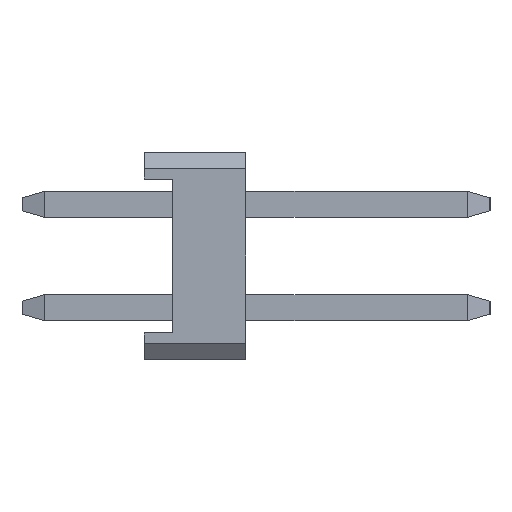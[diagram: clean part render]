
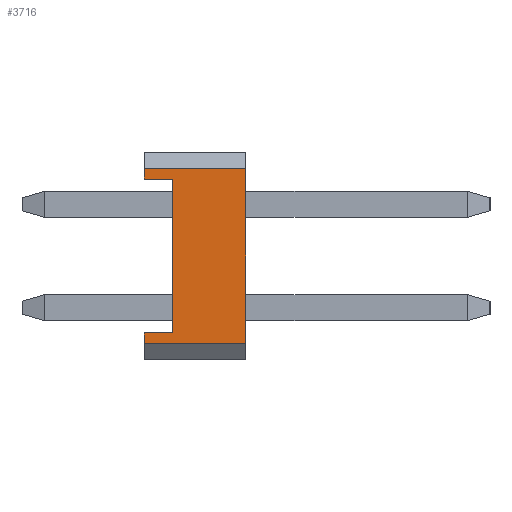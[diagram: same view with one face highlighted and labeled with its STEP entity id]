
A CAD part, left-side view. The second image highlights one B-rep face of the part: STEP entity #3716.
In plain terms, the highlighted planar face has unit normal (-1, 0, 0).
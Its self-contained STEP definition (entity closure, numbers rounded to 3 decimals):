
#2500=EDGE_CURVE('',#4616,#2924,#7093,.T.);
#2812=EDGE_CURVE('',#5396,#4794,#7438,.T.);
#2924=VERTEX_POINT('',#7566);
#3040=EDGE_CURVE('',#2924,#5840,#7697,.T.);
#3126=EDGE_CURVE('',#6402,#4988,#7794,.T.);
#3716=ADVANCED_FACE('',(#8436),#8437,.T.);
#4616=VERTEX_POINT('',#9419);
#4794=VERTEX_POINT('',#9611);
#4988=VERTEX_POINT('',#9828);
#5396=VERTEX_POINT('',#10306);
#5596=EDGE_CURVE('',#6402,#4794,#10527,.T.);
#5742=EDGE_CURVE('',#5840,#6596,#10688,.T.);
#5840=VERTEX_POINT('',#10798);
#6374=EDGE_CURVE('',#6596,#5396,#11386,.T.);
#6402=VERTEX_POINT('',#11417);
#6596=VERTEX_POINT('',#11650);
#6722=EDGE_CURVE('',#4988,#4616,#11791,.T.);
#7093=LINE('',#12267,#12268);
#7438=LINE('',#12768,#12769);
#7566=CARTESIAN_POINT('',(-12.7,-0.7,-1.89));
#7697=LINE('',#13119,#13120);
#7794=LINE('',#13266,#13267);
#8436=FACE_OUTER_BOUND('',#14211,.T.);
#8437=PLANE('',#14212);
#9419=CARTESIAN_POINT('',(-12.7,-0.7,1.89));
#9611=CARTESIAN_POINT('',(-12.7,-2.5,2.147));
#9828=CARTESIAN_POINT('',(-12.7,0.,1.89));
#10306=CARTESIAN_POINT('',(-12.7,-2.5,-2.147));
#10527=LINE('',#17201,#17202);
#10688=LINE('',#17436,#17437);
#10798=CARTESIAN_POINT('',(-12.7,0.,-1.89));
#11386=LINE('',#18446,#18447);
#11417=CARTESIAN_POINT('',(-12.7,0.,2.147));
#11650=CARTESIAN_POINT('',(-12.7,0.,-2.147));
#11791=LINE('',#19015,#19016);
#12267=CARTESIAN_POINT('',(-12.7,-0.7,-1.073));
#12268=VECTOR('',#19461,1.0);
#12768=CARTESIAN_POINT('',(-12.7,-2.5,2.147));
#12769=VECTOR('',#19812,1.0);
#13119=CARTESIAN_POINT('',(-12.7,0.075,-1.89));
#13120=VECTOR('',#20108,1.0);
#13266=CARTESIAN_POINT('',(-12.7,0.,2.147));
#13267=VECTOR('',#20223,1.0);
#14211=EDGE_LOOP('',(#20796,#20797,#20798,#20799,#20800,#20801,#20802,#20803));
#14212=AXIS2_PLACEMENT_3D('',#20804,#20805,#20806);
#17201=CARTESIAN_POINT('',(-12.7,0.,2.147));
#17202=VECTOR('',#22954,1.0);
#17436=CARTESIAN_POINT('',(-12.7,0.,2.147));
#17437=VECTOR('',#23112,1.0);
#18446=CARTESIAN_POINT('',(-12.7,0.,-2.147));
#18447=VECTOR('',#23868,1.0);
#19015=CARTESIAN_POINT('',(-12.7,0.075,1.89));
#19016=VECTOR('',#24333,1.0);
#19461=DIRECTION('',(0.0,0.,-1.0));
#19812=DIRECTION('',(0.0,0.,1.0));
#20108=DIRECTION('',(0.0,1.0,0.));
#20223=DIRECTION('',(0.0,0.,-1.0));
#20796=ORIENTED_EDGE('',*,*,#3040,.T.);
#20797=ORIENTED_EDGE('',*,*,#5742,.T.);
#20798=ORIENTED_EDGE('',*,*,#6374,.T.);
#20799=ORIENTED_EDGE('',*,*,#2812,.T.);
#20800=ORIENTED_EDGE('',*,*,#5596,.F.);
#20801=ORIENTED_EDGE('',*,*,#3126,.T.);
#20802=ORIENTED_EDGE('',*,*,#6722,.T.);
#20803=ORIENTED_EDGE('',*,*,#2500,.T.);
#20804=CARTESIAN_POINT('',(-12.7,0.,-2.147));
#20805=DIRECTION('',(-1.0,0.0,0.0));
#20806=DIRECTION('',(0.0,0.,-1.0));
#22954=DIRECTION('',(0.0,-1.0,0.));
#23112=DIRECTION('',(0.0,0.,-1.0));
#23868=DIRECTION('',(0.0,-1.0,0.));
#24333=DIRECTION('',(0.0,-1.0,0.));
